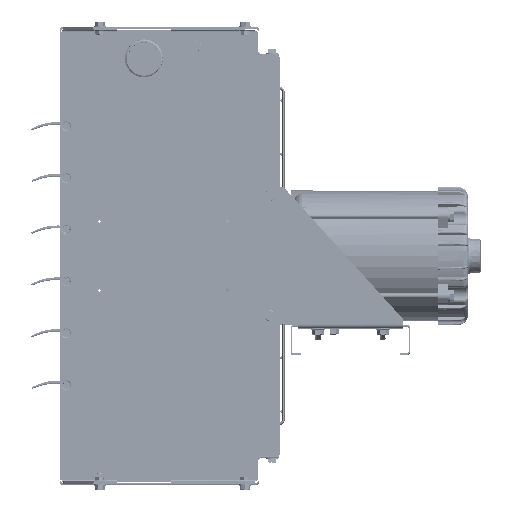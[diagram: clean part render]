
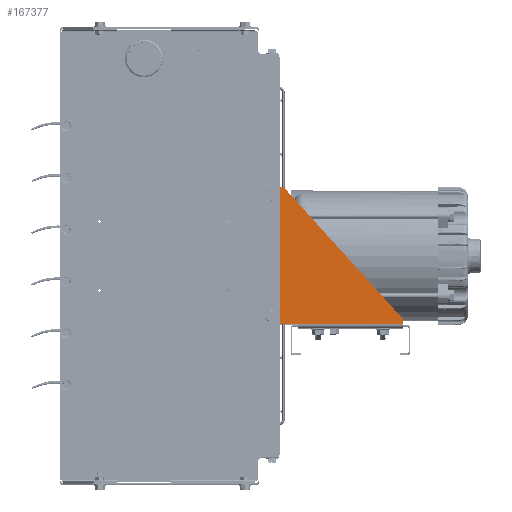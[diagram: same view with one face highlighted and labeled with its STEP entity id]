
A CAD part, top view. The second image highlights one B-rep face of the part: STEP entity #167377.
In plain terms, the highlighted planar face has unit normal (0, 0, 1).
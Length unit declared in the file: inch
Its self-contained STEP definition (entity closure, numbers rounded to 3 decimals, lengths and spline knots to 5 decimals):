
#7992 = CARTESIAN_POINT ( 'NONE',  ( 5.8635, -3.656, 10.01144 ) ) ;
#8148 = ORIENTED_EDGE ( 'NONE', *, *, #120177, .T. ) ;
#14161 = VECTOR ( 'NONE', #102437, 39.37008 ) ;
#20158 = ORIENTED_EDGE ( 'NONE', *, *, #112932, .F. ) ;
#22051 = ORIENTED_EDGE ( 'NONE', *, *, #120235, .F. ) ;
#25506 = DIRECTION ( 'NONE',  ( 0., 0., 1. ) ) ;
#27634 = CARTESIAN_POINT ( 'NONE',  ( 6.301, -3., 10.01144 ) ) ;
#28039 = AXIS2_PLACEMENT_3D ( 'NONE', #116543, #25506, #131573 ) ;
#28321 = DIRECTION ( 'NONE',  ( 0., 0., 1. ) ) ;
#28471 = CIRCLE ( 'NONE', #136214, 0.1875 ) ;
#29080 = EDGE_LOOP ( 'NONE', ( #81151, #159882, #171031, #148784, #8148, #20158 ) ) ;
#29662 = ORIENTED_EDGE ( 'NONE', *, *, #121941, .F. ) ;
#32546 = DIRECTION ( 'NONE',  ( -1., 0., 0. ) ) ;
#33233 = VECTOR ( 'NONE', #57687, 39.37008 ) ;
#34731 = CARTESIAN_POINT ( 'NONE',  ( 12.9885, -3.656, 10.01144 ) ) ;
#36325 = VECTOR ( 'NONE', #141421, 39.37008 ) ;
#38005 = LINE ( 'NONE', #177749, #33233 ) ;
#40260 = AXIS2_PLACEMENT_3D ( 'NONE', #77332, #182649, #92624 ) ;
#42885 = DIRECTION ( 'NONE',  ( 1., 0., 0. ) ) ;
#44732 = VERTEX_POINT ( 'NONE', #46978 ) ;
#46978 = CARTESIAN_POINT ( 'NONE',  ( 5.8635, -3.446, 10.01144 ) ) ;
#51025 = ORIENTED_EDGE ( 'NONE', *, *, #121875, .F. ) ;
#53170 = DIRECTION ( 'NONE',  ( 0., 1., 0. ) ) ;
#54565 = LINE ( 'NONE', #87171, #14161 ) ;
#56022 = CARTESIAN_POINT ( 'NONE',  ( 6.9885, 3.469, 10.01144 ) ) ;
#57687 = DIRECTION ( 'NONE',  ( 1., 0., 0. ) ) ;
#59319 = VERTEX_POINT ( 'NONE', #114429 ) ;
#61376 = LINE ( 'NONE', #123490, #177019 ) ;
#75645 = AXIS2_PLACEMENT_3D ( 'NONE', #84172, #189440, #99464 ) ;
#76662 = LINE ( 'NONE', #170252, #36325 ) ;
#77332 = CARTESIAN_POINT ( 'NONE',  ( 6.301, -3., 10.01144 ) ) ;
#81151 = ORIENTED_EDGE ( 'NONE', *, *, #123908, .T. ) ;
#81215 = CIRCLE ( 'NONE', #75645, 0.1875 ) ;
#81512 = VERTEX_POINT ( 'NONE', #144814 ) ;
#81771 = LINE ( 'NONE', #34731, #103116 ) ;
#81934 = CARTESIAN_POINT ( 'NONE',  ( 7.72884, -3.446, 10.01144 ) ) ;
#84172 = CARTESIAN_POINT ( 'NONE',  ( 6.301, 3., 10.01144 ) ) ;
#85722 = FACE_BOUND ( 'NONE', #165595, .T. ) ;
#87171 = CARTESIAN_POINT ( 'NONE',  ( 13.23728, -3.43069, 10.01144 ) ) ;
#92367 = CARTESIAN_POINT ( 'NONE',  ( 6.1135, -3., 10.01144 ) ) ;
#92624 = DIRECTION ( 'NONE',  ( 1., 0., 0. ) ) ;
#95043 = AXIS2_PLACEMENT_3D ( 'NONE', #27634, #133620, #42885 ) ;
#99464 = DIRECTION ( 'NONE',  ( 1., 0., 0. ) ) ;
#100026 = VERTEX_POINT ( 'NONE', #120239 ) ;
#102437 = DIRECTION ( 'NONE',  ( -0.671, 0.741, 0. ) ) ;
#103116 = VECTOR ( 'NONE', #170813, 39.37008 ) ;
#107311 = CIRCLE ( 'NONE', #40260, 0.1875 ) ;
#108555 = CARTESIAN_POINT ( 'NONE',  ( 12.9885, -3.446, 10.01144 ) ) ;
#109477 = CARTESIAN_POINT ( 'NONE',  ( 5.8635, 3.469, 10.01144 ) ) ;
#111093 = VERTEX_POINT ( 'NONE', #56022 ) ;
#112932 = EDGE_CURVE ( 'NONE', #137096, #176701, #76662, .T. ) ;
#114429 = CARTESIAN_POINT ( 'NONE',  ( 12.9885, -3.156, 10.01144 ) ) ;
#116543 = CARTESIAN_POINT ( 'NONE',  ( 12.9885, -3.656, 10.01144 ) ) ;
#119126 = EDGE_LOOP ( 'NONE', ( #51025, #29662 ) ) ;
#119349 = CARTESIAN_POINT ( 'NONE',  ( 6.301, 3., 10.01144 ) ) ;
#120177 = EDGE_CURVE ( 'NONE', #44732, #176701, #38005, .T. ) ;
#120235 = EDGE_CURVE ( 'NONE', #100026, #81512, #28471, .T. ) ;
#120239 = CARTESIAN_POINT ( 'NONE',  ( 6.4885, 3., 10.01144 ) ) ;
#121295 = FACE_BOUND ( 'NONE', #119126, .T. ) ;
#121628 = EDGE_CURVE ( 'NONE', #81512, #100026, #81215, .T. ) ;
#121875 = EDGE_CURVE ( 'NONE', #138263, #127236, #184890, .T. ) ;
#121941 = EDGE_CURVE ( 'NONE', #127236, #138263, #107311, .T. ) ;
#123490 = CARTESIAN_POINT ( 'NONE',  ( 12.9885, 3.469, 10.01144 ) ) ;
#123908 = EDGE_CURVE ( 'NONE', #137096, #59319, #81771, .T. ) ;
#125395 = EDGE_CURVE ( 'NONE', #59319, #111093, #54565, .T. ) ;
#125631 = EDGE_CURVE ( 'NONE', #111093, #146075, #61376, .T. ) ;
#125701 = EDGE_CURVE ( 'NONE', #44732, #146075, #174571, .T. ) ;
#126016 = FACE_OUTER_BOUND ( 'NONE', #29080, .T. ) ;
#127236 = VERTEX_POINT ( 'NONE', #92367 ) ;
#131573 = DIRECTION ( 'NONE',  ( 1., 0., 0. ) ) ;
#133620 = DIRECTION ( 'NONE',  ( 0., 0., 1. ) ) ;
#134330 = DIRECTION ( 'NONE',  ( 1., 0., 0. ) ) ;
#136214 = AXIS2_PLACEMENT_3D ( 'NONE', #119349, #28321, #134330 ) ;
#137096 = VERTEX_POINT ( 'NONE', #108555 ) ;
#138263 = VERTEX_POINT ( 'NONE', #193855 ) ;
#141421 = DIRECTION ( 'NONE',  ( -1., 0., 0. ) ) ;
#144814 = CARTESIAN_POINT ( 'NONE',  ( 6.1135, 3., 10.01144 ) ) ;
#146075 = VERTEX_POINT ( 'NONE', #109477 ) ;
#146365 = ORIENTED_EDGE ( 'NONE', *, *, #121628, .F. ) ;
#148784 = ORIENTED_EDGE ( 'NONE', *, *, #125701, .F. ) ;
#159882 = ORIENTED_EDGE ( 'NONE', *, *, #125395, .T. ) ;
#165595 = EDGE_LOOP ( 'NONE', ( #22051, #146365 ) ) ;
#167377 = ADVANCED_FACE ( 'NONE', ( #85722, #121295, #126016 ), #188217, .T. ) ;
#169921 = VECTOR ( 'NONE', #53170, 39.37008 ) ;
#170252 = CARTESIAN_POINT ( 'NONE',  ( 12.9885, -3.446, 10.01144 ) ) ;
#170813 = DIRECTION ( 'NONE',  ( 0., 1., 0. ) ) ;
#171031 = ORIENTED_EDGE ( 'NONE', *, *, #125631, .T. ) ;
#174571 = LINE ( 'NONE', #7992, #169921 ) ;
#176701 = VERTEX_POINT ( 'NONE', #81934 ) ;
#177019 = VECTOR ( 'NONE', #32546, 39.37008 ) ;
#177749 = CARTESIAN_POINT ( 'NONE',  ( 12.9885, -3.446, 10.01144 ) ) ;
#182649 = DIRECTION ( 'NONE',  ( 0., 0., 1. ) ) ;
#184890 = CIRCLE ( 'NONE', #95043, 0.1875 ) ;
#188217 = PLANE ( 'NONE',  #28039 ) ;
#189440 = DIRECTION ( 'NONE',  ( 0., 0., 1. ) ) ;
#193855 = CARTESIAN_POINT ( 'NONE',  ( 6.4885, -3., 10.01144 ) ) ;
